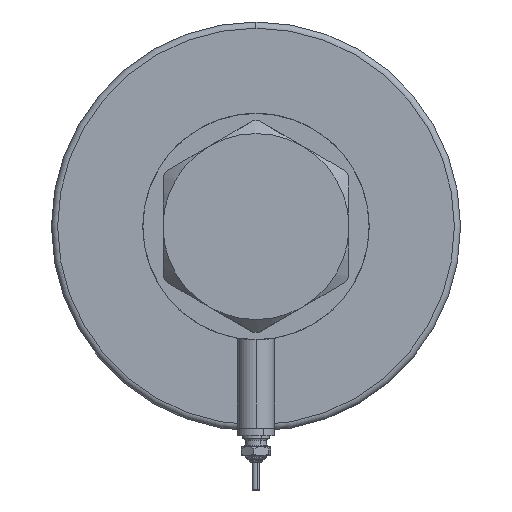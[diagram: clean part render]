
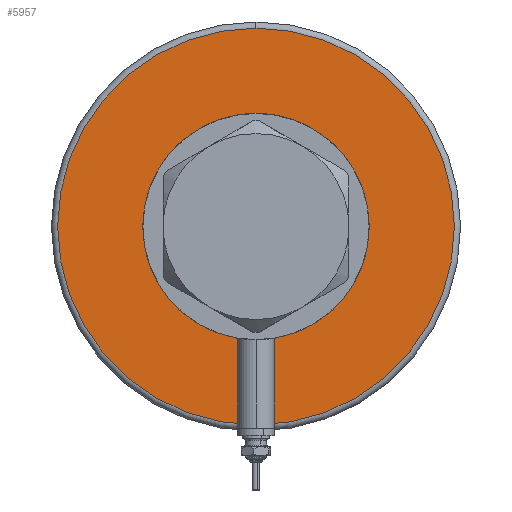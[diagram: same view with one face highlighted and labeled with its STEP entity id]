
A CAD part, left-side view. The second image highlights one B-rep face of the part: STEP entity #5957.
In plain terms, the highlighted face is planar.
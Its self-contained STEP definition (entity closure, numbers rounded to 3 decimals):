
#39 = EDGE_CURVE ( 'NONE', #4358, #4217, #4357, .T. ) ;
#78 = AXIS2_PLACEMENT_3D ( 'NONE', #2715, #1276, #3220 ) ;
#892 = DIRECTION ( 'NONE',  ( 1., 0., 0. ) ) ;
#927 = CARTESIAN_POINT ( 'NONE',  ( 0., 0., 0. ) ) ;
#1205 = CIRCLE ( 'NONE', #3128, 30. ) ;
#1276 = DIRECTION ( 'NONE',  ( 0., 0., 1. ) ) ;
#1616 = FACE_BOUND ( 'NONE', #3588, .T. ) ;
#1681 = DIRECTION ( 'NONE',  ( 0., 0., -1. ) ) ;
#1709 = DIRECTION ( 'NONE',  ( 0., 0., 1. ) ) ;
#1902 = ORIENTED_EDGE ( 'NONE', *, *, #5206, .T. ) ;
#2156 = ORIENTED_EDGE ( 'NONE', *, *, #5817, .T. ) ;
#2159 = CARTESIAN_POINT ( 'NONE',  ( 0., 0., 0. ) ) ;
#2231 = CARTESIAN_POINT ( 'NONE',  ( 0., 0., 0. ) ) ;
#2713 = EDGE_CURVE ( 'NONE', #4217, #4358, #5456, .T. ) ;
#2715 = CARTESIAN_POINT ( 'NONE',  ( 0., 0., 0. ) ) ;
#2737 = AXIS2_PLACEMENT_3D ( 'NONE', #2231, #1681, #3665 ) ;
#2741 = CARTESIAN_POINT ( 'NONE',  ( -30., 0., 0. ) ) ;
#2800 = AXIS2_PLACEMENT_3D ( 'NONE', #2860, #4294, #892 ) ;
#2860 = CARTESIAN_POINT ( 'NONE',  ( 0., 0., 0. ) ) ;
#3050 = VERTEX_POINT ( 'NONE', #3714 ) ;
#3128 = AXIS2_PLACEMENT_3D ( 'NONE', #927, #5905, #4390 ) ;
#3220 = DIRECTION ( 'NONE',  ( 1., 0., 0. ) ) ;
#3331 = CIRCLE ( 'NONE', #78, 30. ) ;
#3588 = EDGE_LOOP ( 'NONE', ( #1902, #2156 ) ) ;
#3665 = DIRECTION ( 'NONE',  ( 1., 0., 0. ) ) ;
#3714 = CARTESIAN_POINT ( 'NONE',  ( 30., 0., 0. ) ) ;
#4217 = VERTEX_POINT ( 'NONE', #4508 ) ;
#4294 = DIRECTION ( 'NONE',  ( 0., 0., -1. ) ) ;
#4357 = CIRCLE ( 'NONE', #2737, 64. ) ;
#4358 = VERTEX_POINT ( 'NONE', #5802 ) ;
#4390 = DIRECTION ( 'NONE',  ( 1., 0., 0. ) ) ;
#4452 = ORIENTED_EDGE ( 'NONE', *, *, #39, .T. ) ;
#4508 = CARTESIAN_POINT ( 'NONE',  ( -64., 0., 0. ) ) ;
#4656 = AXIS2_PLACEMENT_3D ( 'NONE', #2159, #1709, #6059 ) ;
#5206 = EDGE_CURVE ( 'NONE', #3050, #5572, #3331, .T. ) ;
#5456 = CIRCLE ( 'NONE', #2800, 64. ) ;
#5538 = ORIENTED_EDGE ( 'NONE', *, *, #2713, .T. ) ;
#5572 = VERTEX_POINT ( 'NONE', #2741 ) ;
#5687 = EDGE_LOOP ( 'NONE', ( #4452, #5538 ) ) ;
#5802 = CARTESIAN_POINT ( 'NONE',  ( 64., 0., 0. ) ) ;
#5817 = EDGE_CURVE ( 'NONE', #5572, #3050, #1205, .T. ) ;
#5905 = DIRECTION ( 'NONE',  ( 0., 0., 1. ) ) ;
#5957 = ADVANCED_FACE ( 'NONE', ( #6093, #1616 ), #5999, .F. ) ;
#5999 = PLANE ( 'NONE',  #4656 ) ;
#6059 = DIRECTION ( 'NONE',  ( 1., 0., 0. ) ) ;
#6093 = FACE_OUTER_BOUND ( 'NONE', #5687, .T. ) ;
